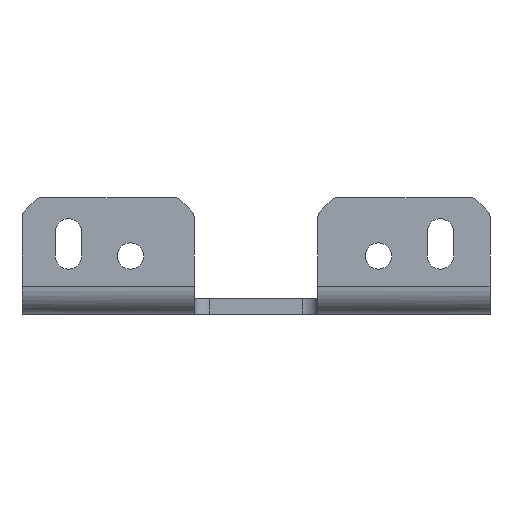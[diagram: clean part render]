
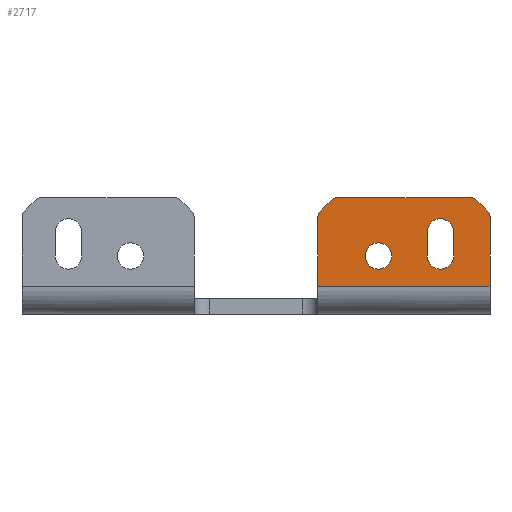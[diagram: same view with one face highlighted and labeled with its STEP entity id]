
A CAD part, front view. The second image highlights one B-rep face of the part: STEP entity #2717.
In plain terms, the highlighted planar face has unit normal (0, -1, 0).
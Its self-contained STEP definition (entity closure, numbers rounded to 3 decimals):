
#6 = DIRECTION ( 'NONE',  ( 0., 0., 1. ) ) ;
#26 = DIRECTION ( 'NONE',  ( -0.707, 0., -0.707 ) ) ;
#45 = AXIS2_PLACEMENT_3D ( 'NONE', #3776, #1908, #997 ) ;
#87 = DIRECTION ( 'NONE',  ( 0., 0., -1. ) ) ;
#168 = CARTESIAN_POINT ( 'NONE',  ( 10.414, -20.5, 13. ) ) ;
#190 = DIRECTION ( 'NONE',  ( 0., -1., 0. ) ) ;
#206 = DIRECTION ( 'NONE',  ( 0., 1., 0. ) ) ;
#211 = LINE ( 'NONE', #441, #3973 ) ;
#223 = VERTEX_POINT ( 'NONE', #415 ) ;
#305 = EDGE_CURVE ( 'NONE', #2394, #3956, #1817, .T. ) ;
#317 = CIRCLE ( 'NONE', #1580, 1.7 ) ;
#318 = CARTESIAN_POINT ( 'NONE',  ( 29.907, -20.5, 11.293 ) ) ;
#334 = EDGE_CURVE ( 'NONE', #1941, #2394, #1771, .T. ) ;
#415 = CARTESIAN_POINT ( 'NONE',  ( 15.8, -20.5, 7.2 ) ) ;
#424 = DIRECTION ( 'NONE',  ( 0., 1., 0. ) ) ;
#440 = DIRECTION ( 'NONE',  ( 0., 1., 0. ) ) ;
#441 = CARTESIAN_POINT ( 'NONE',  ( 8., -20.5, -2. ) ) ;
#442 = VERTEX_POINT ( 'NONE', #3245 ) ;
#519 = VERTEX_POINT ( 'NONE', #168 ) ;
#524 = EDGE_CURVE ( 'NONE', #1079, #2647, #211, .T. ) ;
#531 = CARTESIAN_POINT ( 'NONE',  ( 25.5, -20.5, 8.61 ) ) ;
#551 = EDGE_CURVE ( 'NONE', #3550, #223, #317, .T. ) ;
#585 = CARTESIAN_POINT ( 'NONE',  ( 30.2, -20.5, 0. ) ) ;
#599 = EDGE_CURVE ( 'NONE', #2744, #1287, #2566, .T. ) ;
#670 = VECTOR ( 'NONE', #87, 1000. ) ;
#696 = ORIENTED_EDGE ( 'NONE', *, *, #551, .T. ) ;
#716 = FACE_OUTER_BOUND ( 'NONE', #2737, .T. ) ;
#737 = CARTESIAN_POINT ( 'NONE',  ( 0., -20.5, 0. ) ) ;
#770 = PLANE ( 'NONE',  #1724 ) ;
#781 = VERTEX_POINT ( 'NONE', #318 ) ;
#787 = VECTOR ( 'NONE', #2653, 1000. ) ;
#868 = AXIS2_PLACEMENT_3D ( 'NONE', #2116, #206, #2103 ) ;
#909 = CARTESIAN_POINT ( 'NONE',  ( 22.1, -20.5, 5.5 ) ) ;
#957 = ORIENTED_EDGE ( 'NONE', *, *, #3711, .T. ) ;
#997 = DIRECTION ( 'NONE',  ( 0., 0., 1. ) ) ;
#1079 = VERTEX_POINT ( 'NONE', #1100 ) ;
#1087 = DIRECTION ( 'NONE',  ( 0., 0., 1. ) ) ;
#1094 = AXIS2_PLACEMENT_3D ( 'NONE', #2104, #1497, #3955 ) ;
#1100 = CARTESIAN_POINT ( 'NONE',  ( 8., -20.5, 1.587 ) ) ;
#1103 = DIRECTION ( 'NONE',  ( 0., 0., 1. ) ) ;
#1109 = EDGE_CURVE ( 'NONE', #3020, #1788, #1464, .T. ) ;
#1152 = ORIENTED_EDGE ( 'NONE', *, *, #1109, .T. ) ;
#1241 = DIRECTION ( 'NONE',  ( 0., 0., 1. ) ) ;
#1256 = DIRECTION ( 'NONE',  ( 0., -1., 0. ) ) ;
#1282 = DIRECTION ( 'NONE',  ( 0., -1., 0. ) ) ;
#1287 = VERTEX_POINT ( 'NONE', #3766 ) ;
#1345 = ORIENTED_EDGE ( 'NONE', *, *, #2790, .T. ) ;
#1352 = DIRECTION ( 'NONE',  ( 0., 1., 0. ) ) ;
#1355 = CARTESIAN_POINT ( 'NONE',  ( 15.8, -20.5, 3.8 ) ) ;
#1365 = DIRECTION ( 'NONE',  ( 0., 0., 1. ) ) ;
#1367 = FACE_BOUND ( 'NONE', #3428, .T. ) ;
#1378 = VERTEX_POINT ( 'NONE', #3035 ) ;
#1382 = EDGE_CURVE ( 'NONE', #223, #3550, #3963, .T. ) ;
#1412 = DIRECTION ( 'NONE',  ( 0., 0., 1. ) ) ;
#1414 = LINE ( 'NONE', #4005, #3043 ) ;
#1435 = EDGE_CURVE ( 'NONE', #1287, #519, #1414, .T. ) ;
#1464 = LINE ( 'NONE', #1805, #3289 ) ;
#1471 = DIRECTION ( 'NONE',  ( -1., 0., 0. ) ) ;
#1497 = DIRECTION ( 'NONE',  ( 0., 1., 0. ) ) ;
#1534 = LINE ( 'NONE', #2313, #787 ) ;
#1579 = ORIENTED_EDGE ( 'NONE', *, *, #334, .T. ) ;
#1580 = AXIS2_PLACEMENT_3D ( 'NONE', #3936, #3917, #1103 ) ;
#1597 = EDGE_CURVE ( 'NONE', #519, #3384, #1607, .T. ) ;
#1607 = CIRCLE ( 'NONE', #45, 1. ) ;
#1613 = EDGE_CURVE ( 'NONE', #3384, #1378, #3285, .T. ) ;
#1628 = CARTESIAN_POINT ( 'NONE',  ( 23.8, -20.5, 10.31 ) ) ;
#1724 = AXIS2_PLACEMENT_3D ( 'NONE', #737, #440, #1365 ) ;
#1764 = LINE ( 'NONE', #2287, #2754 ) ;
#1771 = CIRCLE ( 'NONE', #2577, 1.7 ) ;
#1778 = ORIENTED_EDGE ( 'NONE', *, *, #1613, .T. ) ;
#1788 = VERTEX_POINT ( 'NONE', #2657 ) ;
#1802 = EDGE_CURVE ( 'NONE', #781, #2744, #1764, .T. ) ;
#1805 = CARTESIAN_POINT ( 'NONE',  ( 22.1, -20.5, 0. ) ) ;
#1817 = LINE ( 'NONE', #2948, #670 ) ;
#1908 = DIRECTION ( 'NONE',  ( 0., -1., 0. ) ) ;
#1923 = CARTESIAN_POINT ( 'NONE',  ( 8., -20.5, 10.586 ) ) ;
#1941 = VERTEX_POINT ( 'NONE', #1628 ) ;
#1960 = CARTESIAN_POINT ( 'NONE',  ( 23.8, -20.5, 8.61 ) ) ;
#2032 = ORIENTED_EDGE ( 'NONE', *, *, #1802, .T. ) ;
#2039 = ORIENTED_EDGE ( 'NONE', *, *, #1435, .T. ) ;
#2089 = ORIENTED_EDGE ( 'NONE', *, *, #524, .F. ) ;
#2103 = DIRECTION ( 'NONE',  ( 0., 0., 1. ) ) ;
#2104 = CARTESIAN_POINT ( 'NONE',  ( 15.8, -20.5, 5.5 ) ) ;
#2113 = ORIENTED_EDGE ( 'NONE', *, *, #2399, .T. ) ;
#2116 = CARTESIAN_POINT ( 'NONE',  ( 23.8, -20.5, 5.5 ) ) ;
#2145 = CARTESIAN_POINT ( 'NONE',  ( 10., -20.5, 13. ) ) ;
#2202 = AXIS2_PLACEMENT_3D ( 'NONE', #2683, #424, #1087 ) ;
#2287 = CARTESIAN_POINT ( 'NONE',  ( 28.2, -20.5, 13. ) ) ;
#2313 = CARTESIAN_POINT ( 'NONE',  ( -30.2, -20.5, 1.587 ) ) ;
#2352 = VECTOR ( 'NONE', #26, 1000. ) ;
#2394 = VERTEX_POINT ( 'NONE', #531 ) ;
#2399 = EDGE_CURVE ( 'NONE', #3956, #3020, #2519, .T. ) ;
#2419 = FACE_BOUND ( 'NONE', #2550, .T. ) ;
#2482 = DIRECTION ( 'NONE',  ( 0., 0., 1. ) ) ;
#2519 = CIRCLE ( 'NONE', #868, 1.7 ) ;
#2541 = CARTESIAN_POINT ( 'NONE',  ( 30.2, -20.5, 10.586 ) ) ;
#2550 = EDGE_LOOP ( 'NONE', ( #1152, #1345, #1579, #2837, #2113 ) ) ;
#2566 = CIRCLE ( 'NONE', #3992, 1. ) ;
#2577 = AXIS2_PLACEMENT_3D ( 'NONE', #1960, #1352, #3861 ) ;
#2647 = VERTEX_POINT ( 'NONE', #1923 ) ;
#2653 = DIRECTION ( 'NONE',  ( -1., 0., 0. ) ) ;
#2657 = CARTESIAN_POINT ( 'NONE',  ( 22.1, -20.5, 8.61 ) ) ;
#2683 = CARTESIAN_POINT ( 'NONE',  ( 23.8, -20.5, 8.61 ) ) ;
#2717 = ADVANCED_FACE ( 'NONE', ( #716, #1367, #2419 ), #770, .F. ) ;
#2737 = EDGE_LOOP ( 'NONE', ( #2039, #3885, #1778, #2941, #2089, #4075, #4093, #957, #2032, #3906 ) ) ;
#2744 = VERTEX_POINT ( 'NONE', #2966 ) ;
#2746 = CARTESIAN_POINT ( 'NONE',  ( 27.786, -20.5, 12. ) ) ;
#2754 = VECTOR ( 'NONE', #2926, 1000. ) ;
#2790 = EDGE_CURVE ( 'NONE', #1788, #1941, #3918, .T. ) ;
#2837 = ORIENTED_EDGE ( 'NONE', *, *, #305, .T. ) ;
#2926 = DIRECTION ( 'NONE',  ( -0.707, 0., 0.707 ) ) ;
#2941 = ORIENTED_EDGE ( 'NONE', *, *, #3645, .T. ) ;
#2948 = CARTESIAN_POINT ( 'NONE',  ( 25.5, -20.5, 0. ) ) ;
#2966 = CARTESIAN_POINT ( 'NONE',  ( 28.493, -20.5, 12.707 ) ) ;
#3009 = EDGE_CURVE ( 'NONE', #442, #3635, #4065, .T. ) ;
#3020 = VERTEX_POINT ( 'NONE', #909 ) ;
#3035 = CARTESIAN_POINT ( 'NONE',  ( 8.293, -20.5, 11.293 ) ) ;
#3043 = VECTOR ( 'NONE', #1471, 1000. ) ;
#3153 = CARTESIAN_POINT ( 'NONE',  ( 9., -20.5, 10.586 ) ) ;
#3181 = CARTESIAN_POINT ( 'NONE',  ( 29.2, -20.5, 10.586 ) ) ;
#3245 = CARTESIAN_POINT ( 'NONE',  ( 30.2, -20.5, 1.587 ) ) ;
#3285 = LINE ( 'NONE', #2145, #2352 ) ;
#3289 = VECTOR ( 'NONE', #3395, 1000. ) ;
#3329 = CARTESIAN_POINT ( 'NONE',  ( 25.5, -20.5, 5.5 ) ) ;
#3364 = CIRCLE ( 'NONE', #3932, 1. ) ;
#3384 = VERTEX_POINT ( 'NONE', #3739 ) ;
#3395 = DIRECTION ( 'NONE',  ( 0., 0., 1. ) ) ;
#3426 = DIRECTION ( 'NONE',  ( 0., 0., 1. ) ) ;
#3428 = EDGE_LOOP ( 'NONE', ( #4002, #696 ) ) ;
#3440 = VECTOR ( 'NONE', #3426, 1000. ) ;
#3550 = VERTEX_POINT ( 'NONE', #1355 ) ;
#3598 = CIRCLE ( 'NONE', #3804, 1. ) ;
#3635 = VERTEX_POINT ( 'NONE', #2541 ) ;
#3645 = EDGE_CURVE ( 'NONE', #1378, #2647, #3598, .T. ) ;
#3711 = EDGE_CURVE ( 'NONE', #3635, #781, #3364, .T. ) ;
#3739 = CARTESIAN_POINT ( 'NONE',  ( 9.707, -20.5, 12.707 ) ) ;
#3766 = CARTESIAN_POINT ( 'NONE',  ( 27.786, -20.5, 13. ) ) ;
#3776 = CARTESIAN_POINT ( 'NONE',  ( 10.414, -20.5, 12. ) ) ;
#3804 = AXIS2_PLACEMENT_3D ( 'NONE', #3153, #1256, #1241 ) ;
#3805 = EDGE_CURVE ( 'NONE', #442, #1079, #1534, .T. ) ;
#3861 = DIRECTION ( 'NONE',  ( 0., 0., 1. ) ) ;
#3885 = ORIENTED_EDGE ( 'NONE', *, *, #1597, .T. ) ;
#3906 = ORIENTED_EDGE ( 'NONE', *, *, #599, .T. ) ;
#3917 = DIRECTION ( 'NONE',  ( 0., 1., 0. ) ) ;
#3918 = CIRCLE ( 'NONE', #2202, 1.7 ) ;
#3932 = AXIS2_PLACEMENT_3D ( 'NONE', #3181, #1282, #6 ) ;
#3936 = CARTESIAN_POINT ( 'NONE',  ( 15.8, -20.5, 5.5 ) ) ;
#3955 = DIRECTION ( 'NONE',  ( 0., 0., 1. ) ) ;
#3956 = VERTEX_POINT ( 'NONE', #3329 ) ;
#3963 = CIRCLE ( 'NONE', #1094, 1.7 ) ;
#3973 = VECTOR ( 'NONE', #1412, 1000. ) ;
#3992 = AXIS2_PLACEMENT_3D ( 'NONE', #2746, #190, #2482 ) ;
#4002 = ORIENTED_EDGE ( 'NONE', *, *, #1382, .T. ) ;
#4005 = CARTESIAN_POINT ( 'NONE',  ( 0., -20.5, 13. ) ) ;
#4065 = LINE ( 'NONE', #585, #3440 ) ;
#4075 = ORIENTED_EDGE ( 'NONE', *, *, #3805, .F. ) ;
#4093 = ORIENTED_EDGE ( 'NONE', *, *, #3009, .T. ) ;
